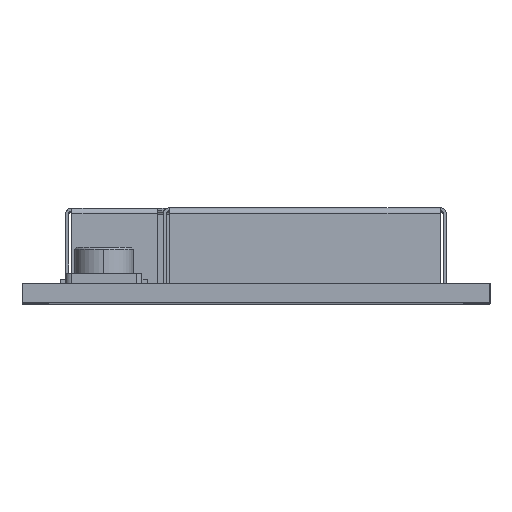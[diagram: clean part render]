
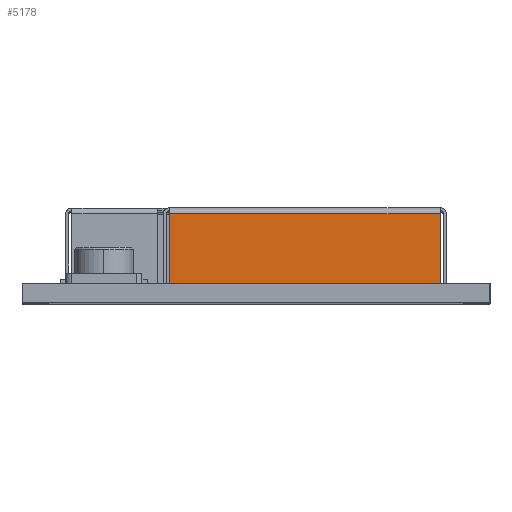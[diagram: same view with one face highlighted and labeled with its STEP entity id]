
A CAD part, top view. The second image highlights one B-rep face of the part: STEP entity #5178.
In plain terms, the highlighted planar face has unit normal (0, 0, 1).
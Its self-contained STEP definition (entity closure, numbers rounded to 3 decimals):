
#19 = CARTESIAN_POINT ( 'NONE',  ( 6.294, 3.05, 12. ) ) ;
#48 = VECTOR ( 'NONE', #11618, 1000. ) ;
#596 = EDGE_CURVE ( 'NONE', #1202, #8727, #2626, .T. ) ;
#997 = CARTESIAN_POINT ( 'NONE',  ( -2.954, 3.05, 12. ) ) ;
#1006 = EDGE_CURVE ( 'NONE', #8727, #5049, #13432, .T. ) ;
#1202 = VERTEX_POINT ( 'NONE', #1827 ) ;
#1827 = CARTESIAN_POINT ( 'NONE',  ( 6.294, 0.65, 12. ) ) ;
#2062 = DIRECTION ( 'NONE',  ( 1., 0., 0. ) ) ;
#2277 = CARTESIAN_POINT ( 'NONE',  ( -2.954, 0.65, 12. ) ) ;
#2536 = LINE ( 'NONE', #9412, #48 ) ;
#2626 = LINE ( 'NONE', #10552, #11506 ) ;
#3479 = ORIENTED_EDGE ( 'NONE', *, *, #8148, .T. ) ;
#3946 = VECTOR ( 'NONE', #2062, 1000. ) ;
#5049 = VERTEX_POINT ( 'NONE', #997 ) ;
#5140 = AXIS2_PLACEMENT_3D ( 'NONE', #11787, #6840, #7861 ) ;
#5164 = DIRECTION ( 'NONE',  ( -1., 0., 0. ) ) ;
#5178 = ADVANCED_FACE ( 'NONE', ( #11694 ), #10741, .F. ) ;
#6092 = CARTESIAN_POINT ( 'NONE',  ( -2.954, 3.05, 12. ) ) ;
#6108 = EDGE_CURVE ( 'NONE', #6459, #1202, #6743, .T. ) ;
#6459 = VERTEX_POINT ( 'NONE', #2277 ) ;
#6743 = LINE ( 'NONE', #7508, #3946 ) ;
#6840 = DIRECTION ( 'NONE',  ( 0., 0., -1. ) ) ;
#7508 = CARTESIAN_POINT ( 'NONE',  ( 6.5, 0.65, 12. ) ) ;
#7538 = ORIENTED_EDGE ( 'NONE', *, *, #6108, .T. ) ;
#7861 = DIRECTION ( 'NONE',  ( -1., 0., 0. ) ) ;
#8148 = EDGE_CURVE ( 'NONE', #5049, #6459, #2536, .T. ) ;
#8727 = VERTEX_POINT ( 'NONE', #19 ) ;
#9412 = CARTESIAN_POINT ( 'NONE',  ( -2.954, 33.795, 12. ) ) ;
#9553 = DIRECTION ( 'NONE',  ( 0., 1., 0. ) ) ;
#10552 = CARTESIAN_POINT ( 'NONE',  ( 6.294, 33.795, 12. ) ) ;
#10741 = PLANE ( 'NONE',  #5140 ) ;
#10983 = ORIENTED_EDGE ( 'NONE', *, *, #596, .T. ) ;
#11010 = VECTOR ( 'NONE', #5164, 1000. ) ;
#11058 = ORIENTED_EDGE ( 'NONE', *, *, #1006, .T. ) ;
#11506 = VECTOR ( 'NONE', #9553, 1000. ) ;
#11618 = DIRECTION ( 'NONE',  ( 0., -1., 0. ) ) ;
#11694 = FACE_OUTER_BOUND ( 'NONE', #13172, .T. ) ;
#11787 = CARTESIAN_POINT ( 'NONE',  ( 6.5, 33.795, 12. ) ) ;
#13172 = EDGE_LOOP ( 'NONE', ( #10983, #11058, #3479, #7538 ) ) ;
#13432 = LINE ( 'NONE', #6092, #11010 ) ;
